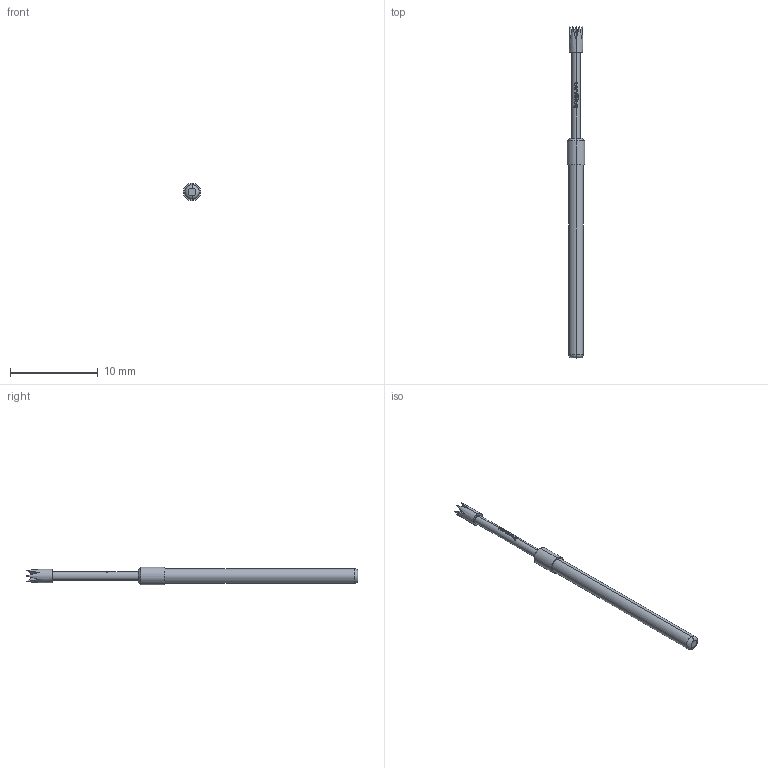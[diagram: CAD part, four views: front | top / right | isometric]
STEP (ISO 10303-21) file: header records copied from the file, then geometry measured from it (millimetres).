
FILE_DESCRIPTION (( 'STEP AP203' ), '1' );
FILE_NAME ('INGUN_GKS-412_225_150_R_xx03.STEP', '2022-02-01T10:24:29', ( 'ochi' ), ( '' ), 'SwSTEP 2.0', 'SolidWorks 2018', '' );
FILE_SCHEMA (( 'CONFIG_CONTROL_DESIGN' ));
Length unit declared in the file: millimetre
Products named in the file (1): INGUN_GKS-412_225_150_R_xx03
Bounding box: 2 x 37.8 x 2 mm (x, y, z)
Volume: 67.8 mm3; surface area: 184.9 mm2
Topology: 1 solids, 1 shells, 130 faces, 361 edges, 235 vertices
Faces by surface type: plane 56, cylinder 27, bspline 22, cone 17, torus 8
Entity records: 4758 total; most frequent: CARTESIAN_POINT 1621, ORIENTED_EDGE 718, DIRECTION 547, EDGE_CURVE 359, VERTEX_POINT 235, AXIS2_PLACEMENT_3D 225, EDGE_LOOP 134, B_SPLINE_CURVE_WITH_KNOTS 134
